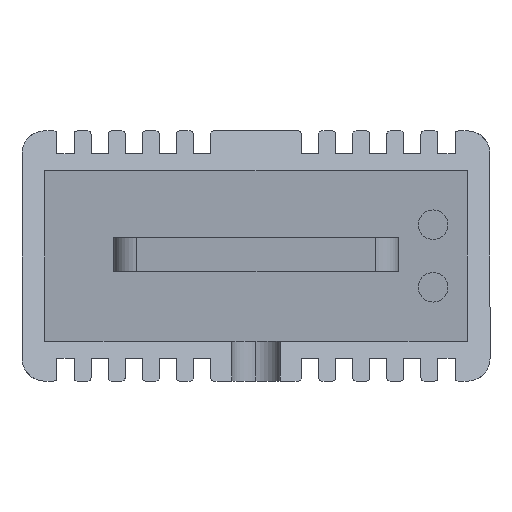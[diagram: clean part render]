
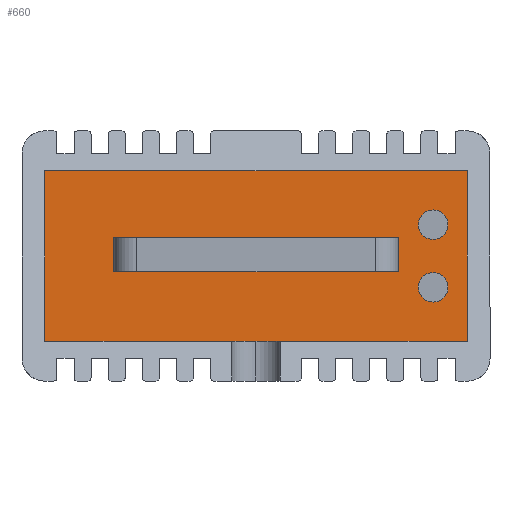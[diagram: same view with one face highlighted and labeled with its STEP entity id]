
A CAD part, left-side view. The second image highlights one B-rep face of the part: STEP entity #660.
In plain terms, the highlighted face is planar.
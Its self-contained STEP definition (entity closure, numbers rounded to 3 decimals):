
#266 = EDGE_CURVE ( 'NONE', #7653, #822, #3585, .T. ) ;
#660 = ADVANCED_FACE ( 'NONE', ( #5999 ), #2857, .F. ) ;
#822 = VERTEX_POINT ( 'NONE', #5785 ) ;
#829 = VERTEX_POINT ( 'NONE', #3795 ) ;
#877 = DIRECTION ( 'NONE',  ( 0., 0., 1. ) ) ;
#1079 = CARTESIAN_POINT ( 'NONE',  ( -18.575, -7.5, -30. ) ) ;
#1082 = ORIENTED_EDGE ( 'NONE', *, *, #4462, .F. ) ;
#1109 = EDGE_CURVE ( 'NONE', #822, #2726, #6288, .T. ) ;
#1129 = VECTOR ( 'NONE', #4368, 1000. ) ;
#1563 = CARTESIAN_POINT ( 'NONE',  ( -18.575, 7.5, -30. ) ) ;
#1740 = LINE ( 'NONE', #5100, #5326 ) ;
#1928 = ORIENTED_EDGE ( 'NONE', *, *, #266, .F. ) ;
#2309 = EDGE_CURVE ( 'NONE', #829, #7653, #1740, .T. ) ;
#2599 = VECTOR ( 'NONE', #8025, 1000. ) ;
#2726 = VERTEX_POINT ( 'NONE', #1079 ) ;
#2857 = PLANE ( 'NONE',  #6423 ) ;
#2909 = EDGE_LOOP ( 'NONE', ( #1082, #5930, #1928, #3695 ) ) ;
#3504 = LINE ( 'NONE', #4809, #2599 ) ;
#3585 = LINE ( 'NONE', #3627, #1129 ) ;
#3627 = CARTESIAN_POINT ( 'NONE',  ( 18.575, 7.5, -30. ) ) ;
#3695 = ORIENTED_EDGE ( 'NONE', *, *, #2309, .F. ) ;
#3795 = CARTESIAN_POINT ( 'NONE',  ( 18.575, -7.5, -30. ) ) ;
#4368 = DIRECTION ( 'NONE',  ( -1., 0., 0. ) ) ;
#4462 = EDGE_CURVE ( 'NONE', #2726, #829, #3504, .T. ) ;
#4499 = CARTESIAN_POINT ( 'NONE',  ( 0., 0., -30. ) ) ;
#4809 = CARTESIAN_POINT ( 'NONE',  ( 2.15, -7.5, -30. ) ) ;
#5100 = CARTESIAN_POINT ( 'NONE',  ( 18.575, -7.5, -30. ) ) ;
#5316 = DIRECTION ( 'NONE',  ( 1., 0., 0. ) ) ;
#5326 = VECTOR ( 'NONE', #7679, 1000. ) ;
#5430 = DIRECTION ( 'NONE',  ( 0., -1., 0. ) ) ;
#5785 = CARTESIAN_POINT ( 'NONE',  ( -18.575, 7.5, -30. ) ) ;
#5930 = ORIENTED_EDGE ( 'NONE', *, *, #1109, .F. ) ;
#5999 = FACE_OUTER_BOUND ( 'NONE', #2909, .T. ) ;
#6288 = LINE ( 'NONE', #1563, #7089 ) ;
#6423 = AXIS2_PLACEMENT_3D ( 'NONE', #4499, #877, #5316 ) ;
#7089 = VECTOR ( 'NONE', #5430, 1000. ) ;
#7653 = VERTEX_POINT ( 'NONE', #7831 ) ;
#7679 = DIRECTION ( 'NONE',  ( 0., 1., 0. ) ) ;
#7831 = CARTESIAN_POINT ( 'NONE',  ( 18.575, 7.5, -30. ) ) ;
#8025 = DIRECTION ( 'NONE',  ( 1., 0., 0. ) ) ;
